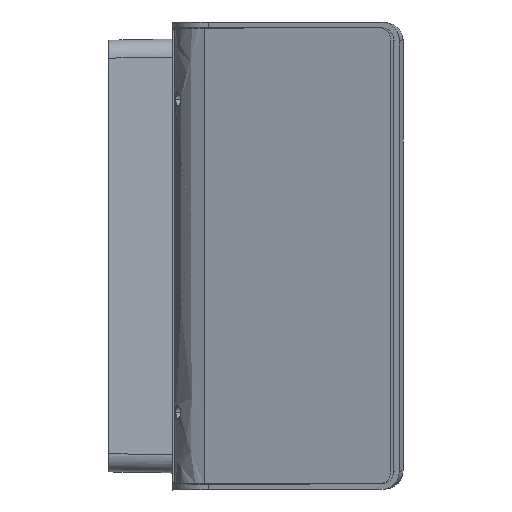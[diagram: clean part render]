
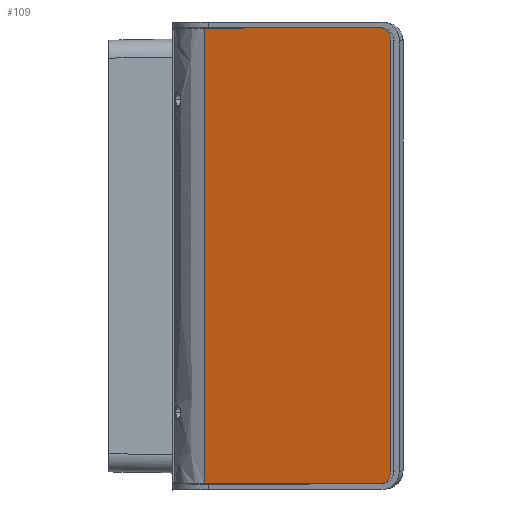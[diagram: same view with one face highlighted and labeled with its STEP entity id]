
A CAD part, top view. The second image highlights one B-rep face of the part: STEP entity #109.
In plain terms, the highlighted planar face has unit normal (-0.259, 0, 0.966).
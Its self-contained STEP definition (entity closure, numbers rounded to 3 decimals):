
#109=ADVANCED_FACE($,(#338),#2968,.T.);
#338=FACE_OUTER_BOUND($,#570,.T.);
#570=EDGE_LOOP($,(#1050,#1051,#1052,#1053,#1054,#1055));
#1050=ORIENTED_EDGE($,*,*,#2426,.F.);
#1051=ORIENTED_EDGE($,*,*,#2423,.F.);
#1052=ORIENTED_EDGE($,*,*,#2420,.F.);
#1053=ORIENTED_EDGE($,*,*,#2416,.F.);
#1054=ORIENTED_EDGE($,*,*,#2418,.F.);
#1055=ORIENTED_EDGE($,*,*,#2037,.F.);
#2037=EDGE_CURVE($,#2555,#2556,#3485,.T.);
#2416=EDGE_CURVE($,#2804,#2803,#3586,.T.);
#2418=EDGE_CURVE($,#2556,#2804,#3430,.T.);
#2420=EDGE_CURVE($,#2803,#2805,#3431,.T.);
#2423=EDGE_CURVE($,#2805,#2806,#3590,.T.);
#2426=EDGE_CURVE($,#2806,#2555,#3433,.T.);
#2555=VERTEX_POINT($,#8143);
#2556=VERTEX_POINT($,#8144);
#2803=VERTEX_POINT($,#8391);
#2804=VERTEX_POINT($,#8392);
#2805=VERTEX_POINT($,#8393);
#2806=VERTEX_POINT($,#8394);
#2968=PLANE($,#3716);
#3430=B_SPLINE_CURVE_WITH_KNOTS($,1,(#6454,#6455),.UNSPECIFIED.,.F.,.F.,
(2,2),(-102.273,0.),.UNSPECIFIED.);
#3431=B_SPLINE_CURVE_WITH_KNOTS($,1,(#6459,#6460),.UNSPECIFIED.,.F.,.F.,
(2,2),(-239.962,0.),.UNSPECIFIED.);
#3433=B_SPLINE_CURVE_WITH_KNOTS($,1,(#6481,#6482),.UNSPECIFIED.,.F.,.F.,
(2,2),(-102.273,0.),.UNSPECIFIED.);
#3485=(
BOUNDED_CURVE()
B_SPLINE_CURVE(2,(#5001,#5002,#5003),.UNSPECIFIED.,.F.,.F.)
B_SPLINE_CURVE_WITH_KNOTS((3,3),(83.685,84.685),.UNSPECIFIED.)
CURVE()
GEOMETRIC_REPRESENTATION_ITEM()
RATIONAL_B_SPLINE_CURVE((1.,1.,1.))
REPRESENTATION_ITEM($)
);
#3586=(
BOUNDED_CURVE()
B_SPLINE_CURVE(2,(#6445,#6446,#6447,#6448,#6449),.UNSPECIFIED.,.F.,.F.)
B_SPLINE_CURVE_WITH_KNOTS((3,2,3),(-23.918,-21.253,-13.312),
.UNSPECIFIED.)
CURVE()
GEOMETRIC_REPRESENTATION_ITEM()
RATIONAL_B_SPLINE_CURVE((1.,0.982,1.,0.828,1.))
REPRESENTATION_ITEM($)
);
#3590=(
BOUNDED_CURVE()
B_SPLINE_CURVE(2,(#6467,#6468,#6469,#6470,#6471),.UNSPECIFIED.,.F.,.F.)
B_SPLINE_CURVE_WITH_KNOTS((3,2,3),(-29.193,-21.253,-18.587),
.UNSPECIFIED.)
CURVE()
GEOMETRIC_REPRESENTATION_ITEM()
RATIONAL_B_SPLINE_CURVE((1.,0.828,1.,0.982,1.))
REPRESENTATION_ITEM($)
);
#3716=AXIS2_PLACEMENT_3D($,#6577,#3807,$);
#3807=DIRECTION($,(-0.259,0.,0.966));
#5001=CARTESIAN_POINT($,(53.149,-126.738,73.905));
#5002=CARTESIAN_POINT($,(53.149,-0.002,73.905));
#5003=CARTESIAN_POINT($,(53.149,126.734,73.905));
#6445=CARTESIAN_POINT($,(151.937,126.734,100.375));
#6446=CARTESIAN_POINT($,(153.186,126.734,100.71));
#6447=CARTESIAN_POINT($,(154.345,126.255,101.021));
#6448=CARTESIAN_POINT($,(158.441,124.562,102.118));
#6449=CARTESIAN_POINT($,(158.441,119.978,102.118));
#6454=CARTESIAN_POINT($,(53.149,126.734,73.905));
#6455=CARTESIAN_POINT($,(151.937,126.734,100.375));
#6459=CARTESIAN_POINT($,(158.441,119.978,102.118));
#6460=CARTESIAN_POINT($,(158.441,-119.983,102.118));
#6467=CARTESIAN_POINT($,(158.441,-119.983,102.118));
#6468=CARTESIAN_POINT($,(158.441,-124.567,102.118));
#6469=CARTESIAN_POINT($,(154.345,-126.259,101.021));
#6470=CARTESIAN_POINT($,(153.186,-126.738,100.71));
#6471=CARTESIAN_POINT($,(151.937,-126.738,100.375));
#6481=CARTESIAN_POINT($,(151.937,-126.738,100.375));
#6482=CARTESIAN_POINT($,(53.149,-126.738,73.905));
#6577=CARTESIAN_POINT($,(53.149,126.734,73.905));
#8143=CARTESIAN_POINT($,(53.149,-126.738,73.905));
#8144=CARTESIAN_POINT($,(53.149,126.734,73.905));
#8391=CARTESIAN_POINT($,(158.441,119.978,102.118));
#8392=CARTESIAN_POINT($,(151.937,126.734,100.375));
#8393=CARTESIAN_POINT($,(158.441,-119.983,102.118));
#8394=CARTESIAN_POINT($,(151.937,-126.738,100.375));
